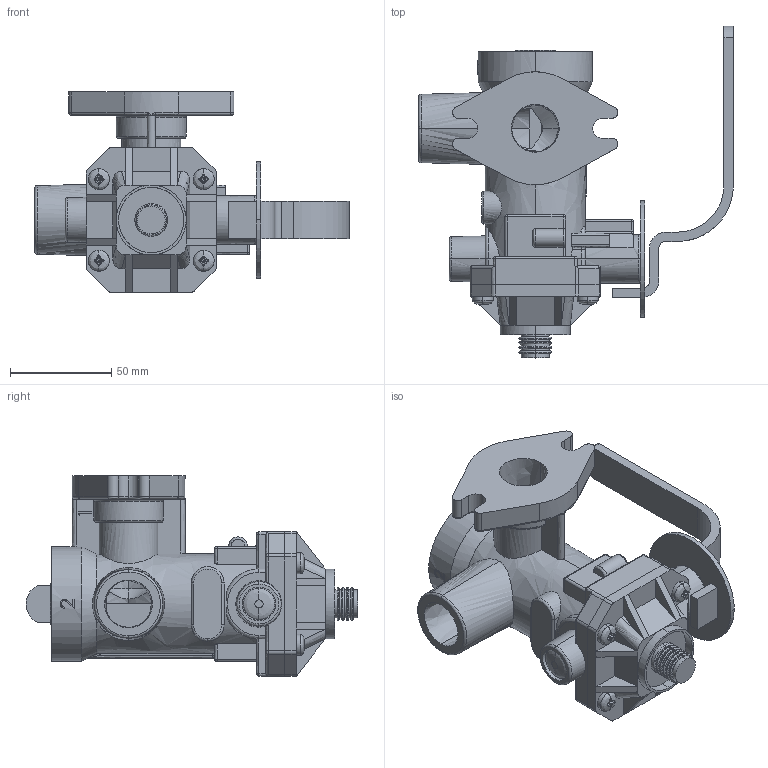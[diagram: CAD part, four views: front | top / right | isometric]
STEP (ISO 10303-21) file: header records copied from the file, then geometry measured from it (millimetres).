
FILE_DESCRIPTION(('FreeCAD Model'),'2;1');
FILE_NAME('Open CASCADE Shape Model','2025-05-04T12:18:01',('FreeCAD'),( 'FreeCAD'),'Open CASCADE STEP processor 7.6','FreeCAD','Unknown');
FILE_SCHEMA(('AUTOMOTIVE_DESIGN { 1 0 10303 214 1 1 1 1 }'));
Length unit declared in the file: millimetre
Products named in the file (1): Open CASCADE STEP translator 7.6 1
Bounding box: 155.51 x 164.15 x 99.07 mm (x, y, z)
Volume: 402947 mm3; surface area: 93140.5 mm2
Topology: 10 solids, 10 shells, 714 faces, 1783 edges, 1122 vertices
Faces by surface type: bspline 714
Entity records: 24768 total; most frequent: CARTESIAN_POINT 14532, ORIENTED_EDGE 3538, EDGE_CURVE 1769, B_SPLINE_CURVE_WITH_KNOTS 1164, VERTEX_POINT 1122, FACE_BOUND 769, EDGE_LOOP 769, ADVANCED_FACE 714
